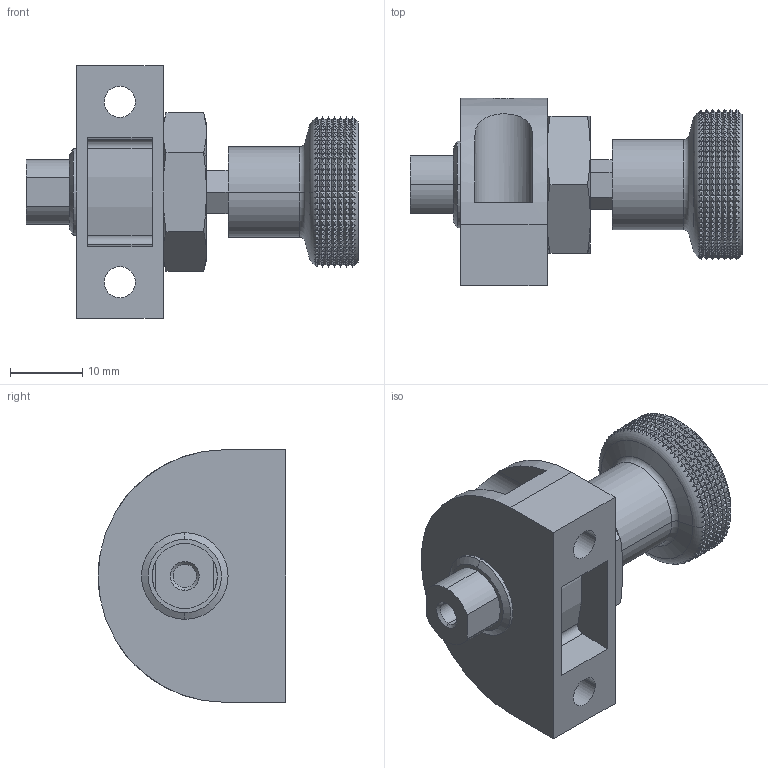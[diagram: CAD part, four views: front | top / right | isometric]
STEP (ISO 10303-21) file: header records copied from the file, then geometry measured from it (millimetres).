
FILE_DESCRIPTION(('STEP AP214'),'1');
FILE_NAME(' ',' ',('TraceParts'),('TraceParts S.A.'),'XStep 1.0',' ',' ');
FILE_SCHEMA(('automotive_design'));
Length unit declared in the file: millimetre
Products named in the file (6): EH 23230_0510|22110.0412|Kopie von EH_22110_0412_Grubscrew^22110.0412;Schnitt-Linear austragen1; EH 23230_0510|22110.0412|Kopie von EH_22110_0412_Mounting_Block_1^22110.0412;Schnitt-Linear austragen2; EH 23230_0510|22120.0116;Schnitt-Linear austragen1; EH 23230_0510|24520.0002_24520.0022;Schnitt-Rotation1; EH 23230_0510|22720.20046;Schnitt-Rotation1; EH 23230_0510|23230.0110;Schnitt-Rotation3
Bounding box: 46 x 26 x 35 mm (x, y, z)
Volume: 13196.9 mm3; surface area: 8576.2 mm2
Topology: 6 solids, 6 shells, 1312 faces, 3764 edges, 2468 vertices
Faces by surface type: plane 1178, cone 86, cylinder 42, torus 4, sphere 2
Entity records: 86802 total; most frequent: CARTESIAN_POINT 14606, STYLED_ITEM 7544, PRESENTATION_STYLE_ASSIGNMENT 7544, COLOUR_RGB 7544, ORIENTED_EDGE 7516, DIRECTION 4836, EDGE_CURVE 3758, CURVE_STYLE 3758
